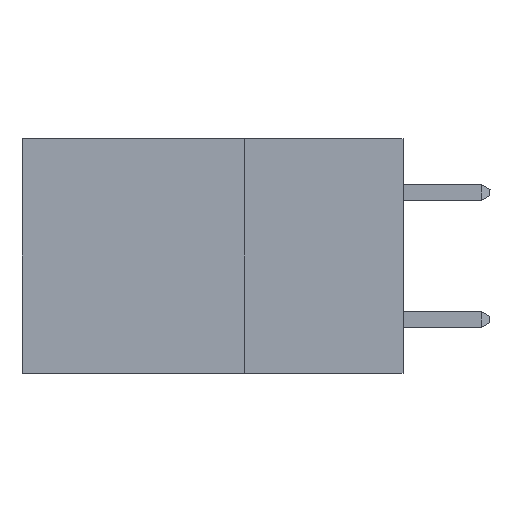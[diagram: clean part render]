
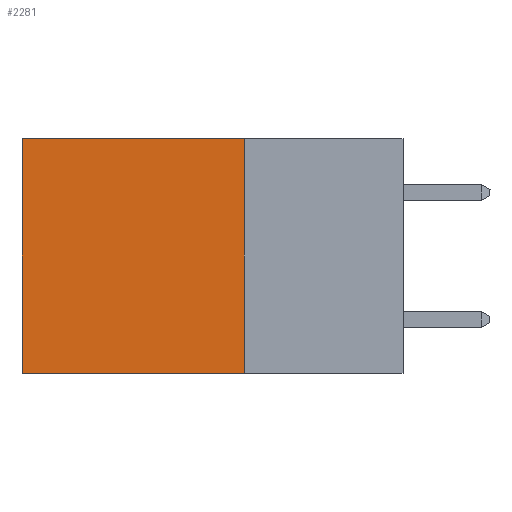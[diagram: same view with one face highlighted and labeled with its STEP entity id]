
A CAD part, left-side view. The second image highlights one B-rep face of the part: STEP entity #2281.
In plain terms, the highlighted planar face has unit normal (-1, 0, 0).
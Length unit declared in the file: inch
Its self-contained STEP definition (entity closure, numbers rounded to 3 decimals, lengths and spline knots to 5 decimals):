
#63 = EDGE_CURVE ( 'NONE', #3382, #2432, #1086, .T. ) ;
#1086 = LINE ( 'NONE', #16306, #2922 ) ;
#1395 = DIRECTION ( 'NONE',  ( 0., 1., 0. ) ) ;
#1415 = FACE_OUTER_BOUND ( 'NONE', #16631, .T. ) ;
#1866 = DIRECTION ( 'NONE',  ( 0., 0., -1. ) ) ;
#2281 = ADVANCED_FACE ( 'NONE', ( #1415 ), #8336, .F. ) ;
#2432 = VERTEX_POINT ( 'NONE', #8017 ) ;
#2922 = VECTOR ( 'NONE', #1395, 39.37008 ) ;
#3114 = ORIENTED_EDGE ( 'NONE', *, *, #9300, .T. ) ;
#3382 = VERTEX_POINT ( 'NONE', #11760 ) ;
#4479 = DIRECTION ( 'NONE',  ( 0., 1., 0. ) ) ;
#4698 = CARTESIAN_POINT ( 'NONE',  ( 0.2875, 0.6, 0. ) ) ;
#5183 = LINE ( 'NONE', #8354, #14534 ) ;
#5209 = CARTESIAN_POINT ( 'NONE',  ( 0.2875, 0.25, 0. ) ) ;
#6769 = LINE ( 'NONE', #5209, #11026 ) ;
#7631 = AXIS2_PLACEMENT_3D ( 'NONE', #13388, #14686, #1866 ) ;
#7891 = CARTESIAN_POINT ( 'NONE',  ( 0.2875, 0.25, 0. ) ) ;
#8017 = CARTESIAN_POINT ( 'NONE',  ( 0.2875, 0.6, -0.37 ) ) ;
#8207 = VECTOR ( 'NONE', #16372, 39.37008 ) ;
#8336 = PLANE ( 'NONE',  #7631 ) ;
#8354 = CARTESIAN_POINT ( 'NONE',  ( 0.2875, 0.25, 0. ) ) ;
#8979 = DIRECTION ( 'NONE',  ( 0., 0., -1. ) ) ;
#9172 = ORIENTED_EDGE ( 'NONE', *, *, #63, .F. ) ;
#9300 = EDGE_CURVE ( 'NONE', #13899, #2432, #13285, .T. ) ;
#11026 = VECTOR ( 'NONE', #8979, 39.37008 ) ;
#11304 = ORIENTED_EDGE ( 'NONE', *, *, #11866, .F. ) ;
#11760 = CARTESIAN_POINT ( 'NONE',  ( 0.2875, 0.25, -0.37 ) ) ;
#11866 = EDGE_CURVE ( 'NONE', #14732, #3382, #6769, .T. ) ;
#13285 = LINE ( 'NONE', #4698, #8207 ) ;
#13388 = CARTESIAN_POINT ( 'NONE',  ( 0.2875, 0.25, 0. ) ) ;
#13899 = VERTEX_POINT ( 'NONE', #15994 ) ;
#13927 = ORIENTED_EDGE ( 'NONE', *, *, #16300, .T. ) ;
#14534 = VECTOR ( 'NONE', #4479, 39.37008 ) ;
#14686 = DIRECTION ( 'NONE',  ( 1., 0., 0. ) ) ;
#14732 = VERTEX_POINT ( 'NONE', #7891 ) ;
#15994 = CARTESIAN_POINT ( 'NONE',  ( 0.2875, 0.6, 0. ) ) ;
#16300 = EDGE_CURVE ( 'NONE', #14732, #13899, #5183, .T. ) ;
#16306 = CARTESIAN_POINT ( 'NONE',  ( 0.2875, 0.25, -0.37 ) ) ;
#16372 = DIRECTION ( 'NONE',  ( 0., 0., -1. ) ) ;
#16631 = EDGE_LOOP ( 'NONE', ( #3114, #9172, #11304, #13927 ) ) ;
